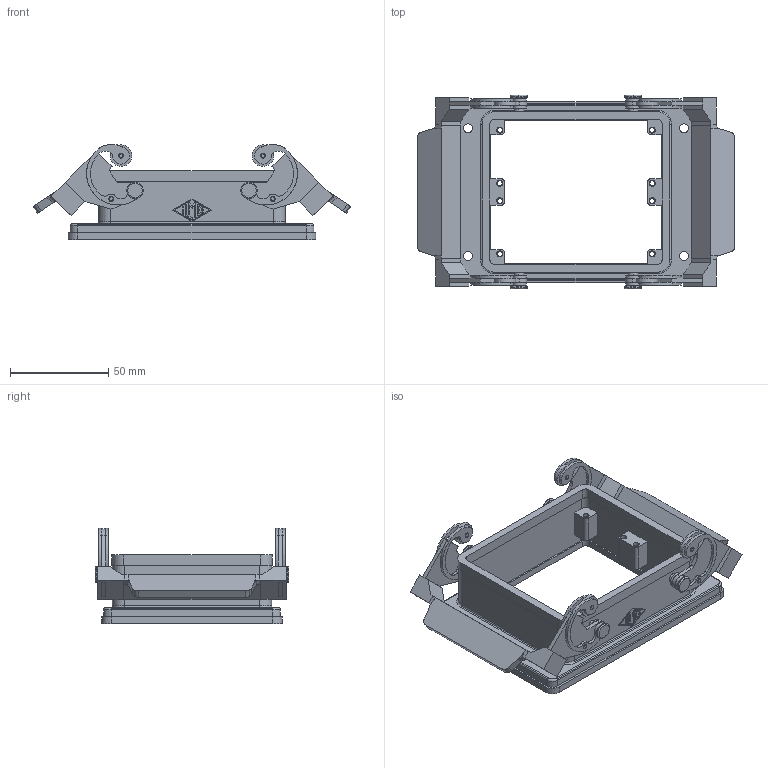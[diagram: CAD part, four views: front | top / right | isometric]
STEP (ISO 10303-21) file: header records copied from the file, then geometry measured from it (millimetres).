
FILE_DESCRIPTION(('Creo Elements/Direct Modeling STEP Export'),'2;1');
FILE_NAME('0ln7uvk48h85qe44248','2017-01-02T16:23:19',(''),(''),'PTC Creo Elements/Direct Modeling STEP processor for AP214 (Solid Model)','PTC Creo Elements/Direct Modeling 19.0E 27-Jun-2016 (C) Parametric Technology GmbH','');
FILE_SCHEMA(('AUTOMOTIVE_DESIGN { 1 0 10303 214 1 1 1 1 }'));
Length unit declared in the file: millimetre
Products named in the file (1): CHIE_32
Bounding box: 161.7 x 98.5 x 48.44 mm (x, y, z)
Volume: 100850.8 mm3; surface area: 58913.9 mm2
Topology: 1 solids, 5 shells, 747 faces, 1977 edges, 1302 vertices
Faces by surface type: cylinder 344, plane 339, torus 56, bspline 8
Entity records: 29897 total; most frequent: DIRECTION 4453, CARTESIAN_POINT 4253, ORIENTED_EDGE 3978, EDGE_CURVE 1989, AXIS2_PLACEMENT_3D 1730, VERTEX_POINT 1302, VECTOR 993, LINE 993
